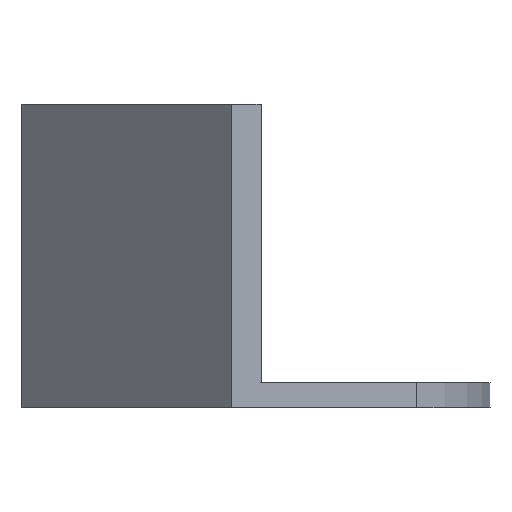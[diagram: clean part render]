
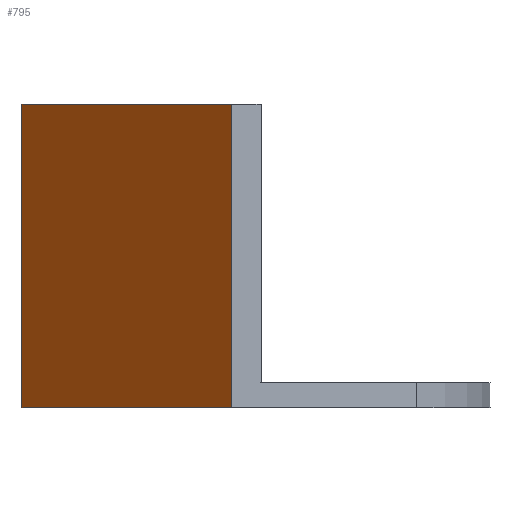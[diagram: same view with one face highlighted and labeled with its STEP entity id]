
A CAD part, left-side view. The second image highlights one B-rep face of the part: STEP entity #795.
In plain terms, the highlighted planar face has unit normal (-0.707, 0.707, 0).
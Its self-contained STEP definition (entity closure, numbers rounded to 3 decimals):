
#33=PLANE('',#846);
#72=FACE_OUTER_BOUND('',#112,.T.);
#112=EDGE_LOOP('',(#643,#644,#645,#646));
#176=LINE('',#1180,#280);
#193=LINE('',#1215,#297);
#196=LINE('',#1221,#300);
#197=LINE('',#1222,#301);
#280=VECTOR('',#951,10.);
#297=VECTOR('',#986,10.);
#300=VECTOR('',#991,10.);
#301=VECTOR('',#992,10.);
#383=VERTEX_POINT('',#1153);
#395=VERTEX_POINT('',#1178);
#404=VERTEX_POINT('',#1214);
#406=VERTEX_POINT('',#1220);
#479=EDGE_CURVE('',#383,#395,#176,.T.);
#496=EDGE_CURVE('',#383,#404,#193,.T.);
#499=EDGE_CURVE('',#395,#406,#196,.T.);
#500=EDGE_CURVE('',#406,#404,#197,.T.);
#643=ORIENTED_EDGE('',*,*,#479,.T.);
#644=ORIENTED_EDGE('',*,*,#499,.T.);
#645=ORIENTED_EDGE('',*,*,#500,.T.);
#646=ORIENTED_EDGE('',*,*,#496,.F.);
#795=ADVANCED_FACE('',(#72),#33,.T.);
#846=AXIS2_PLACEMENT_3D('',#1219,#989,#990);
#951=DIRECTION('',(-0.707,-0.707,0.));
#986=DIRECTION('',(0.,0.,1.));
#989=DIRECTION('center_axis',(-0.707,0.707,0.));
#990=DIRECTION('ref_axis',(-0.707,-0.707,0.));
#991=DIRECTION('',(0.,0.,1.));
#992=DIRECTION('',(0.707,0.707,0.));
#1153=CARTESIAN_POINT('',(-6.1,11.328,9.878));
#1178=CARTESIAN_POINT('',(-14.378,3.05,9.878));
#1180=CARTESIAN_POINT('',(-6.6,10.828,9.878));
#1214=CARTESIAN_POINT('',(-6.1,11.328,21.878));
#1215=CARTESIAN_POINT('',(-6.1,11.328,9.878));
#1219=CARTESIAN_POINT('Origin',(-6.6,10.828,9.878));
#1220=CARTESIAN_POINT('',(-14.378,3.05,21.878));
#1221=CARTESIAN_POINT('',(-14.378,3.05,9.878));
#1222=CARTESIAN_POINT('',(-5.922,11.506,21.878));
